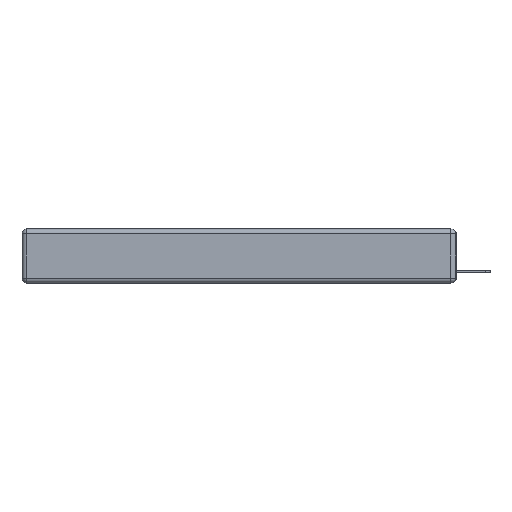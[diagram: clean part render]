
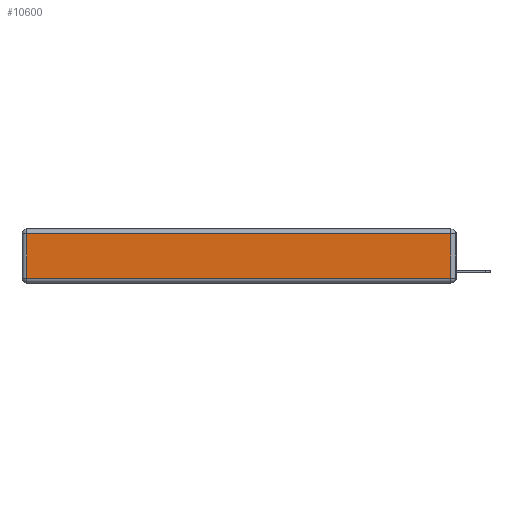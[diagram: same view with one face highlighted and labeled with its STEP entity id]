
A CAD part, left-side view. The second image highlights one B-rep face of the part: STEP entity #10600.
In plain terms, the highlighted planar face has unit normal (-1, 0, 0).
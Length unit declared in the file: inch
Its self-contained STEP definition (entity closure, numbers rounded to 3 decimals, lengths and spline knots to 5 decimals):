
#54 = CARTESIAN_POINT ( 'NONE',  ( 0., 0.03, -0.343 ) ) ;
#211 = ORIENTED_EDGE ( 'NONE', *, *, #360, .T. ) ;
#360 = EDGE_CURVE ( 'NONE', #13066, #3936, #4361, .T. ) ;
#432 = EDGE_CURVE ( 'NONE', #3313, #13066, #8446, .T. ) ;
#1342 = ORIENTED_EDGE ( 'NONE', *, *, #10115, .T. ) ;
#1542 = CARTESIAN_POINT ( 'NONE',  ( 0., 0., -0.343 ) ) ;
#1630 = FACE_OUTER_BOUND ( 'NONE', #11041, .T. ) ;
#1643 = VECTOR ( 'NONE', #11499, 39.37008 ) ;
#2389 = PLANE ( 'NONE',  #4916 ) ;
#2990 = DIRECTION ( 'NONE',  ( -1., 0., 0. ) ) ;
#3061 = VECTOR ( 'NONE', #9345, 39.37008 ) ;
#3313 = VERTEX_POINT ( 'NONE', #8218 ) ;
#3855 = DIRECTION ( 'NONE',  ( 0., 0., -1. ) ) ;
#3862 = VECTOR ( 'NONE', #4830, 39.37008 ) ;
#3936 = VERTEX_POINT ( 'NONE', #6345 ) ;
#4348 = LINE ( 'NONE', #11918, #12058 ) ;
#4361 = LINE ( 'NONE', #11589, #1643 ) ;
#4830 = DIRECTION ( 'NONE',  ( 0., -1., 0. ) ) ;
#4907 = CARTESIAN_POINT ( 'NONE',  ( 0., 0., -0.313 ) ) ;
#4916 = AXIS2_PLACEMENT_3D ( 'NONE', #1542, #2990, #11737 ) ;
#5657 = CARTESIAN_POINT ( 'NONE',  ( 0., 0.03, -0.03 ) ) ;
#6345 = CARTESIAN_POINT ( 'NONE',  ( 0., 2.72, -0.03 ) ) ;
#7470 = LINE ( 'NONE', #4907, #3862 ) ;
#8218 = CARTESIAN_POINT ( 'NONE',  ( 0., 0.03, -0.313 ) ) ;
#8446 = LINE ( 'NONE', #54, #3061 ) ;
#9345 = DIRECTION ( 'NONE',  ( 0., 0., 1. ) ) ;
#10095 = EDGE_CURVE ( 'NONE', #3936, #11191, #4348, .T. ) ;
#10115 = EDGE_CURVE ( 'NONE', #11191, #3313, #7470, .T. ) ;
#10600 = ADVANCED_FACE ( 'NONE', ( #1630 ), #2389, .T. ) ;
#11041 = EDGE_LOOP ( 'NONE', ( #1342, #12214, #211, #12623 ) ) ;
#11191 = VERTEX_POINT ( 'NONE', #11782 ) ;
#11499 = DIRECTION ( 'NONE',  ( 0., 1., 0. ) ) ;
#11589 = CARTESIAN_POINT ( 'NONE',  ( 0., 2.75, -0.03 ) ) ;
#11737 = DIRECTION ( 'NONE',  ( 0., 0., 1. ) ) ;
#11782 = CARTESIAN_POINT ( 'NONE',  ( 0., 2.72, -0.313 ) ) ;
#11918 = CARTESIAN_POINT ( 'NONE',  ( 0., 2.72, -0.343 ) ) ;
#12058 = VECTOR ( 'NONE', #3855, 39.37008 ) ;
#12214 = ORIENTED_EDGE ( 'NONE', *, *, #432, .T. ) ;
#12623 = ORIENTED_EDGE ( 'NONE', *, *, #10095, .T. ) ;
#13066 = VERTEX_POINT ( 'NONE', #5657 ) ;
